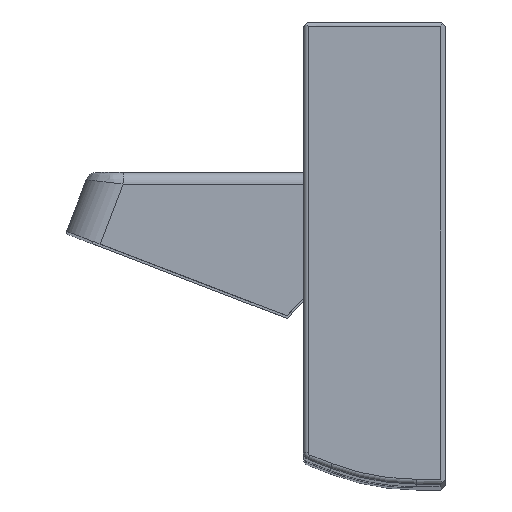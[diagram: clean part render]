
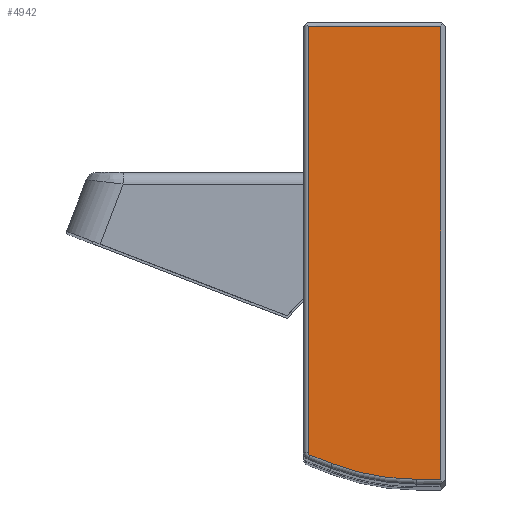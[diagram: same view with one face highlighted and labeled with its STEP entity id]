
A CAD part, top view. The second image highlights one B-rep face of the part: STEP entity #4942.
In plain terms, the highlighted planar face has unit normal (0, 0, 1).
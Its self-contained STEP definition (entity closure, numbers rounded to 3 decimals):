
#50 = LINE ( 'NONE', #4385, #3890 ) ;
#117 = DIRECTION ( 'NONE',  ( 0.934, -0.358, 0. ) ) ;
#174 = ORIENTED_EDGE ( 'NONE', *, *, #8533, .T. ) ;
#209 = EDGE_CURVE ( 'NONE', #3343, #2222, #6793, .T. ) ;
#330 = DIRECTION ( 'NONE',  ( 0., 0., 1. ) ) ;
#1248 = VERTEX_POINT ( 'NONE', #9299 ) ;
#1374 = DIRECTION ( 'NONE',  ( 0., -1., 0. ) ) ;
#1762 = CARTESIAN_POINT ( 'NONE',  ( 4.522, -7.361, 104.2 ) ) ;
#1763 = ORIENTED_EDGE ( 'NONE', *, *, #2990, .T. ) ;
#1765 = CARTESIAN_POINT ( 'NONE',  ( 9.988, 10.526, 104.2 ) ) ;
#1831 = ORIENTED_EDGE ( 'NONE', *, *, #6343, .T. ) ;
#2131 = CARTESIAN_POINT ( 'NONE',  ( 9.988, -7.268, 104.2 ) ) ;
#2222 = VERTEX_POINT ( 'NONE', #1765 ) ;
#2249 = DIRECTION ( 'NONE',  ( 0., 0., 1. ) ) ;
#2330 = EDGE_CURVE ( 'NONE', #1248, #7042, #8139, .T. ) ;
#2990 = EDGE_CURVE ( 'NONE', #2222, #8062, #50, .T. ) ;
#3056 = VECTOR ( 'NONE', #1374, 1000. ) ;
#3071 = ORIENTED_EDGE ( 'NONE', *, *, #2330, .T. ) ;
#3082 = EDGE_CURVE ( 'NONE', #7051, #7900, #4048, .T. ) ;
#3174 = CARTESIAN_POINT ( 'NONE',  ( 4.558, -7.268, 104.2 ) ) ;
#3343 = VERTEX_POINT ( 'NONE', #4651 ) ;
#3570 = AXIS2_PLACEMENT_3D ( 'NONE', #4457, #2249, #6734 ) ;
#3572 = VECTOR ( 'NONE', #3579, 1000. ) ;
#3579 = DIRECTION ( 'NONE',  ( 0., 1., 0. ) ) ;
#3890 = VECTOR ( 'NONE', #5913, 1000. ) ;
#3957 = DIRECTION ( 'NONE',  ( 1., 0., 0. ) ) ;
#4048 = CIRCLE ( 'NONE', #9401, 0.1 ) ;
#4372 = CARTESIAN_POINT ( 'NONE',  ( 4.458, -7.268, 104.2 ) ) ;
#4385 = CARTESIAN_POINT ( 'NONE',  ( 4.458, 10.526, 104.2 ) ) ;
#4406 = EDGE_CURVE ( 'NONE', #8062, #7051, #5718, .T. ) ;
#4409 = ORIENTED_EDGE ( 'NONE', *, *, #4406, .T. ) ;
#4457 = CARTESIAN_POINT ( 'NONE',  ( 8.977, 1.426, 104.2 ) ) ;
#4651 = CARTESIAN_POINT ( 'NONE',  ( 9.988, -8.374, 104.2 ) ) ;
#4677 = CARTESIAN_POINT ( 'NONE',  ( 4.558, -8.374, 104.2 ) ) ;
#4707 = DIRECTION ( 'NONE',  ( 1., 0., 0. ) ) ;
#4742 = DIRECTION ( 'NONE',  ( 0., 0., 1. ) ) ;
#4942 = ADVANCED_FACE ( 'NONE', ( #8284 ), #6235, .T. ) ;
#4949 = CARTESIAN_POINT ( 'NONE',  ( 4.458, -7.268, 104.2 ) ) ;
#5205 = LINE ( 'NONE', #6691, #6106 ) ;
#5433 = LINE ( 'NONE', #4677, #7057 ) ;
#5718 = LINE ( 'NONE', #4372, #3056 ) ;
#5913 = DIRECTION ( 'NONE',  ( -1., 0., 0. ) ) ;
#6106 = VECTOR ( 'NONE', #117, 1000. ) ;
#6134 = DIRECTION ( 'NONE',  ( 1., 0., 0. ) ) ;
#6235 = PLANE ( 'NONE',  #6581 ) ;
#6343 = EDGE_CURVE ( 'NONE', #7042, #3343, #5433, .T. ) ;
#6581 = AXIS2_PLACEMENT_3D ( 'NONE', #6948, #4742, #6134 ) ;
#6691 = CARTESIAN_POINT ( 'NONE',  ( 5.467, -7.724, 104.2 ) ) ;
#6734 = DIRECTION ( 'NONE',  ( 1., 0., 0. ) ) ;
#6793 = LINE ( 'NONE', #2131, #3572 ) ;
#6862 = ORIENTED_EDGE ( 'NONE', *, *, #209, .T. ) ;
#6948 = CARTESIAN_POINT ( 'NONE',  ( 4.558, -7.268, 104.2 ) ) ;
#7042 = VERTEX_POINT ( 'NONE', #9194 ) ;
#7051 = VERTEX_POINT ( 'NONE', #4949 ) ;
#7057 = VECTOR ( 'NONE', #3957, 1000. ) ;
#7286 = ORIENTED_EDGE ( 'NONE', *, *, #3082, .T. ) ;
#7900 = VERTEX_POINT ( 'NONE', #1762 ) ;
#8062 = VERTEX_POINT ( 'NONE', #8830 ) ;
#8139 = CIRCLE ( 'NONE', #3570, 9.8 ) ;
#8284 = FACE_OUTER_BOUND ( 'NONE', #9141, .T. ) ;
#8533 = EDGE_CURVE ( 'NONE', #7900, #1248, #5205, .T. ) ;
#8830 = CARTESIAN_POINT ( 'NONE',  ( 4.458, 10.526, 104.2 ) ) ;
#9141 = EDGE_LOOP ( 'NONE', ( #6862, #1763, #4409, #7286, #174, #3071, #1831 ) ) ;
#9194 = CARTESIAN_POINT ( 'NONE',  ( 8.977, -8.374, 104.2 ) ) ;
#9299 = CARTESIAN_POINT ( 'NONE',  ( 5.467, -7.724, 104.2 ) ) ;
#9401 = AXIS2_PLACEMENT_3D ( 'NONE', #3174, #330, #4707 ) ;
